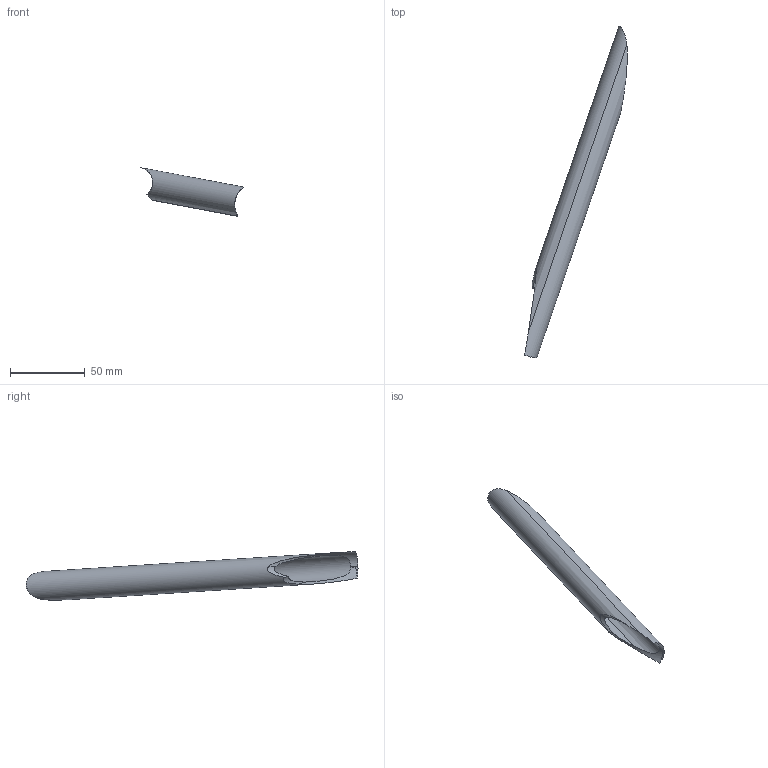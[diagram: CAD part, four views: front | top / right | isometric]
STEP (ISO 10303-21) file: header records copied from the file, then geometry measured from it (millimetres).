
FILE_DESCRIPTION(('STEP AP214'),'1');
FILE_NAME('53.stp','2018-02-08T14:03:14',(' '),(' '),'Spatial InterOp 3D',' ',' ');
FILE_SCHEMA(('automotive_design'));
Length unit declared in the file: metre
Products named in the file (1): Corps1
Bounding box: 68.89 x 222.32 x 32.61 mm (x, y, z)
Volume: 15665.2 mm3; surface area: 21631.9 mm2
Topology: 1 solids, 1 shells, 13 faces, 44 edges, 31 vertices
Faces by surface type: cylinder 13
Entity records: 1400 total; most frequent: CARTESIAN_POINT 899, ORIENTED_EDGE 88, DIRECTION 69, EDGE_CURVE 44, VERTEX_POINT 31, AXIS2_PLACEMENT_3D 29, B_SPLINE_CURVE_WITH_KNOTS 18, STYLED_ITEM 14
